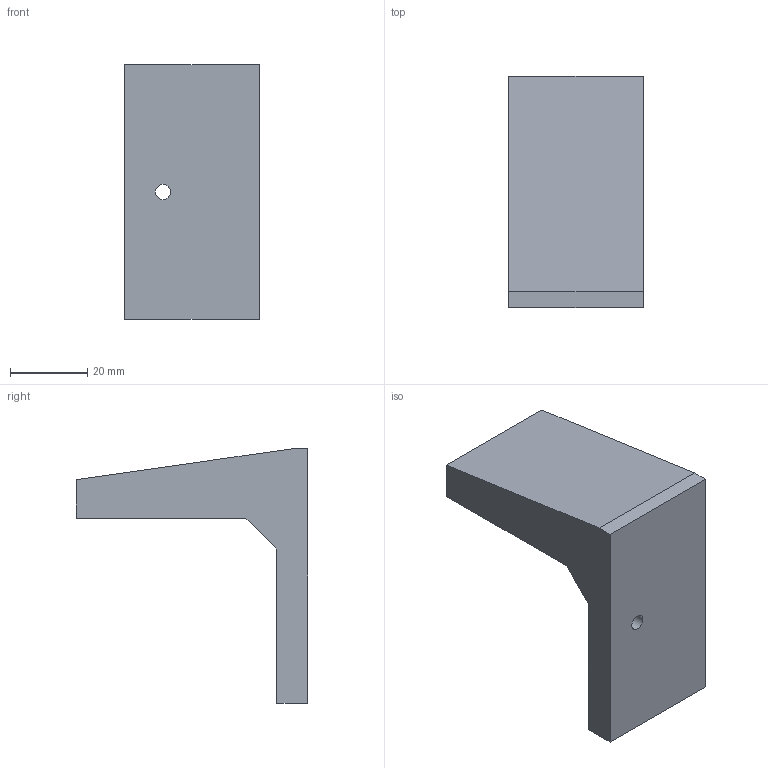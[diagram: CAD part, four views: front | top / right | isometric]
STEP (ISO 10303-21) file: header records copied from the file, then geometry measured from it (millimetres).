
FILE_DESCRIPTION(/* description */ (''),/* implementation_level */ '2;1');
FILE_NAME(/* name */ 'standfuss_v2_mirrored.step',/* time_stamp */ '2023-08-02T15:28:23+02:00',/* author */ (''),/* organization */ (''),/* preprocessor_version */ 'ST-DEVELOPER v20',/* originating_system */ 'Autodesk Translation Framework v12.9.0.99',/* authorisation */ '');
FILE_SCHEMA (('AUTOMOTIVE_DESIGN { 1 0 10303 214 3 1 1 }'));
Length unit declared in the file: millimetre
Products named in the file (1): standfuss_v2_mirrored
Bounding box: 35 x 60 x 66 mm (x, y, z)
Volume: 44412.1 mm3; surface area: 11009.2 mm2
Topology: 1 solids, 1 shells, 12 faces, 29 edges, 19 vertices
Faces by surface type: plane 10, cone 1, cylinder 1
Full cylindrical faces by diameter (mm): 4 x1
Entity records: 385 total; most frequent: CARTESIAN_POINT 61, ORIENTED_EDGE 58, DIRECTION 58, EDGE_CURVE 29, LINE 26, VECTOR 26, VERTEX_POINT 19, AXIS2_PLACEMENT_3D 16
